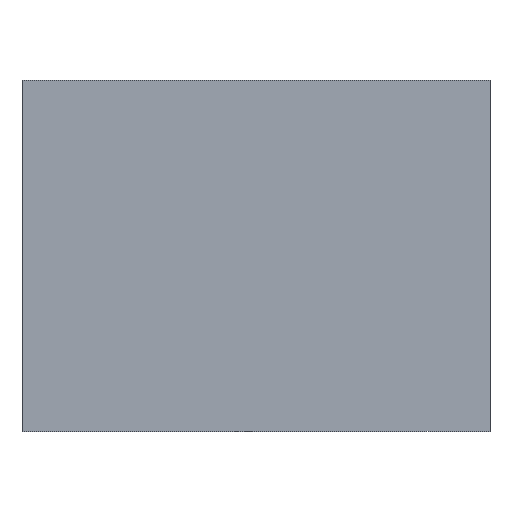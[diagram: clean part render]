
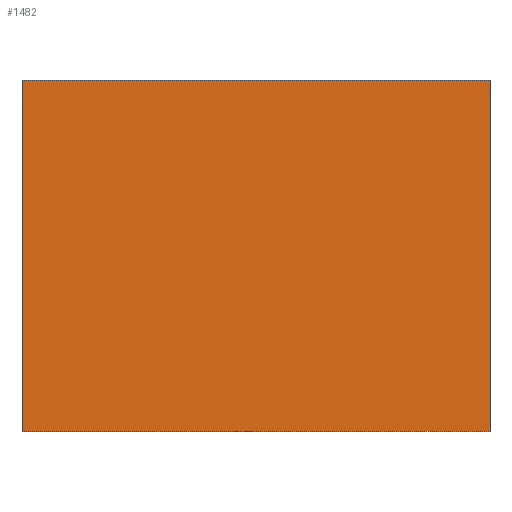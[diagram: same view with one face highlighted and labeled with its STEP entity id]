
A CAD part, front view. The second image highlights one B-rep face of the part: STEP entity #1482.
In plain terms, the highlighted planar face has unit normal (0, -1, 0).
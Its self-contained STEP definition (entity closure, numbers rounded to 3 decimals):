
#68=FACE_OUTER_BOUND('',#154,.T.);
#154=EDGE_LOOP('',(#1163,#1164,#1165,#1166));
#283=LINE('',#2189,#487);
#287=LINE('',#2197,#491);
#302=LINE('',#2223,#506);
#305=LINE('',#2228,#509);
#487=VECTOR('',#1779,10.);
#491=VECTOR('',#1785,10.);
#506=VECTOR('',#1810,10.);
#509=VECTOR('',#1815,10.);
#671=VERTEX_POINT('',#2187);
#672=VERTEX_POINT('',#2188);
#675=VERTEX_POINT('',#2196);
#681=VERTEX_POINT('',#2222);
#827=EDGE_CURVE('',#671,#672,#283,.T.);
#831=EDGE_CURVE('',#671,#675,#287,.T.);
#846=EDGE_CURVE('',#681,#675,#302,.T.);
#849=EDGE_CURVE('',#681,#672,#305,.T.);
#1163=ORIENTED_EDGE('',*,*,#849,.T.);
#1164=ORIENTED_EDGE('',*,*,#827,.F.);
#1165=ORIENTED_EDGE('',*,*,#831,.T.);
#1166=ORIENTED_EDGE('',*,*,#846,.F.);
#1396=PLANE('',#1590);
#1482=ADVANCED_FACE('',(#68),#1396,.F.);
#1590=AXIS2_PLACEMENT_3D('',#2235,#1823,#1824);
#1779=DIRECTION('',(1.,0.,0.));
#1785=DIRECTION('',(0.,0.,-1.));
#1810=DIRECTION('',(-1.,0.,0.));
#1815=DIRECTION('',(0.,0.,1.));
#1823=DIRECTION('center_axis',(0.,1.,0.));
#1824=DIRECTION('ref_axis',(1.,0.,0.));
#2187=CARTESIAN_POINT('',(-3.,0.,1.983));
#2188=CARTESIAN_POINT('',(5.,0.,1.983));
#2189=CARTESIAN_POINT('',(-3.,0.,1.983));
#2196=CARTESIAN_POINT('',(-3.,0.,-4.017));
#2197=CARTESIAN_POINT('',(-3.,0.,-1.017));
#2222=CARTESIAN_POINT('',(5.,0.,-4.017));
#2223=CARTESIAN_POINT('',(5.,0.,-4.017));
#2228=CARTESIAN_POINT('',(5.,0.,-1.017));
#2235=CARTESIAN_POINT('Origin',(1.,0.,-1.017));
